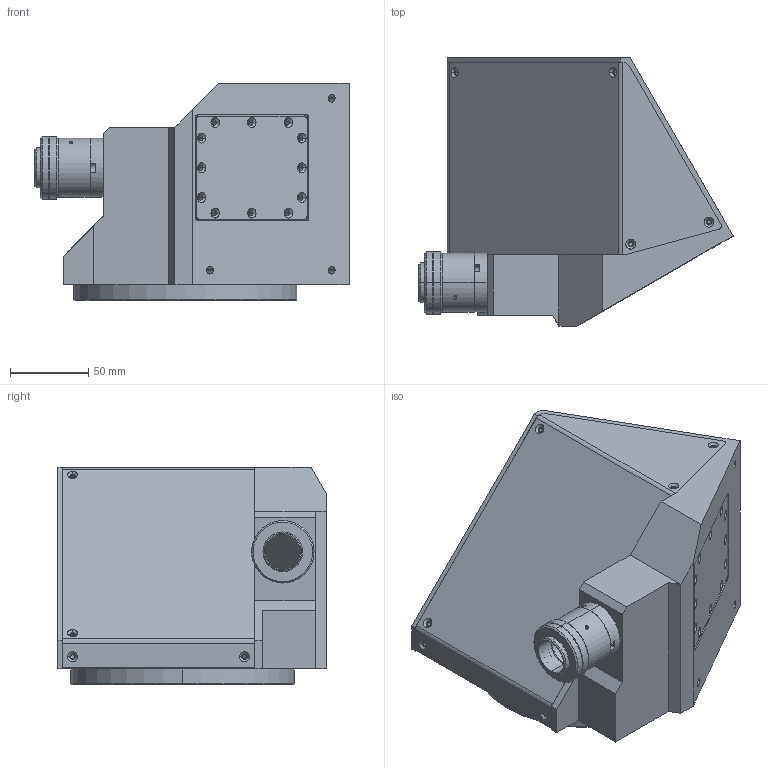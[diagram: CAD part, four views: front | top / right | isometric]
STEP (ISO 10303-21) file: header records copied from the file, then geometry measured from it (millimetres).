
FILE_DESCRIPTION (( 'STEP AP203' ), '1' );
FILE_NAME ('TCCR1M096-C.step', '2019-06-07T10:56:22', ( '' ), ( '' ), 'SwSTEP 2.0', 'SolidWorks 2018', '' );
FILE_SCHEMA (( 'CONFIG_CONTROL_DESIGN' ));
Length unit declared in the file: millimetre
Products named in the file (1): TCCR1M096-C
Bounding box: 201.02 x 171.92 x 139 mm (x, y, z)
Surface area: 155766.7 mm2 (no closed solid volume)
Topology: 0 solids, 14 shells, 313 faces, 923 edges, 624 vertices
Faces by surface type: cylinder 155, plane 82, cone 74, sphere 2
Entity records: 10827 total; most frequent: CARTESIAN_POINT 2106, DIRECTION 1974, ORIENTED_EDGE 1551, EDGE_CURVE 923, AXIS2_PLACEMENT_3D 754, VERTEX_POINT 624, VECTOR 466, LINE 466
